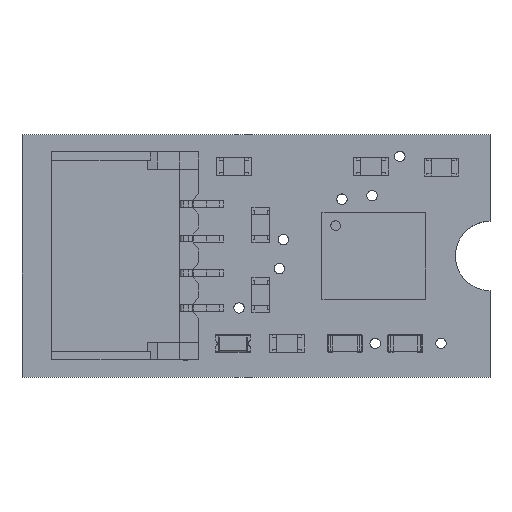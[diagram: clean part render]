
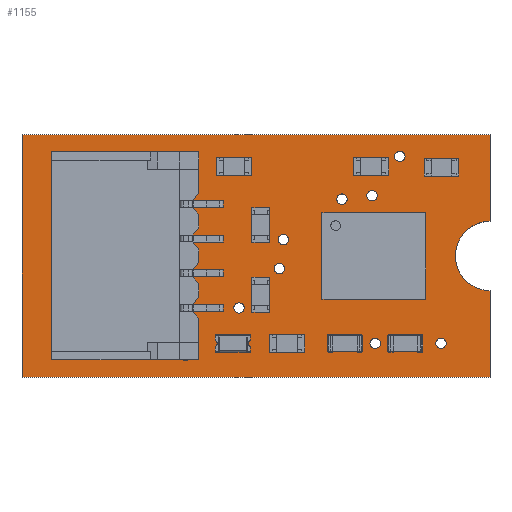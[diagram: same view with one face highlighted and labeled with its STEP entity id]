
A CAD part, top view. The second image highlights one B-rep face of the part: STEP entity #1155.
In plain terms, the highlighted planar face has unit normal (0, 0, 1).
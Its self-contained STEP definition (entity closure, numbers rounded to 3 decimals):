
#86 = VERTEX_POINT('',#87);
#87 = CARTESIAN_POINT('',(13.5,-0.25,0.803));
#93 = EDGE_CURVE('',#86,#94,#96,.T.);
#94 = VERTEX_POINT('',#95);
#95 = CARTESIAN_POINT('',(0.,-0.25,0.803));
#96 = LINE('',#97,#98);
#97 = CARTESIAN_POINT('',(13.5,-0.25,0.803));
#98 = VECTOR('',#99,1.);
#99 = DIRECTION('',(-1.,0.,0.));
#126 = VERTEX_POINT('',#127);
#127 = CARTESIAN_POINT('',(13.5,-2.75,0.803));
#133 = EDGE_CURVE('',#126,#86,#134,.T.);
#134 = LINE('',#135,#136);
#135 = CARTESIAN_POINT('',(13.5,-2.75,0.803));
#136 = VECTOR('',#137,1.);
#137 = DIRECTION('',(0.,1.,0.));
#155 = EDGE_CURVE('',#94,#156,#158,.T.);
#156 = VERTEX_POINT('',#157);
#157 = CARTESIAN_POINT('',(0.,-7.25,0.803));
#158 = LINE('',#159,#160);
#159 = CARTESIAN_POINT('',(0.,-0.25,0.803));
#160 = VECTOR('',#161,1.);
#161 = DIRECTION('',(0.,-1.,0.));
#188 = VERTEX_POINT('',#189);
#189 = CARTESIAN_POINT('',(13.298,-2.77,0.803));
#195 = EDGE_CURVE('',#188,#126,#196,.T.);
#196 = LINE('',#197,#198);
#197 = CARTESIAN_POINT('',(13.298,-2.77,0.803));
#198 = VECTOR('',#199,1.);
#199 = DIRECTION('',(0.995,0.1,0.));
#217 = EDGE_CURVE('',#156,#218,#220,.T.);
#218 = VERTEX_POINT('',#219);
#219 = CARTESIAN_POINT('',(13.5,-7.25,0.803));
#220 = LINE('',#221,#222);
#221 = CARTESIAN_POINT('',(0.,-7.25,0.803));
#222 = VECTOR('',#223,1.);
#223 = DIRECTION('',(1.,0.,0.));
#250 = VERTEX_POINT('',#251);
#251 = CARTESIAN_POINT('',(13.111,-2.829,0.803));
#257 = EDGE_CURVE('',#250,#188,#258,.T.);
#258 = LINE('',#259,#260);
#259 = CARTESIAN_POINT('',(13.111,-2.829,0.803));
#260 = VECTOR('',#261,1.);
#261 = DIRECTION('',(0.955,0.297,0.));
#279 = EDGE_CURVE('',#218,#280,#282,.T.);
#280 = VERTEX_POINT('',#281);
#281 = CARTESIAN_POINT('',(13.5,-4.75,0.803));
#282 = LINE('',#283,#284);
#283 = CARTESIAN_POINT('',(13.5,-7.25,0.803));
#284 = VECTOR('',#285,1.);
#285 = DIRECTION('',(0.,1.,0.));
#312 = VERTEX_POINT('',#313);
#313 = CARTESIAN_POINT('',(12.941,-2.921,0.803));
#319 = EDGE_CURVE('',#312,#250,#320,.T.);
#320 = LINE('',#321,#322);
#321 = CARTESIAN_POINT('',(12.941,-2.921,0.803));
#322 = VECTOR('',#323,1.);
#323 = DIRECTION('',(0.879,0.477,0.));
#341 = EDGE_CURVE('',#280,#342,#344,.T.);
#342 = VERTEX_POINT('',#343);
#343 = CARTESIAN_POINT('',(13.298,-4.73,0.803));
#344 = LINE('',#345,#346);
#345 = CARTESIAN_POINT('',(13.5,-4.75,0.803));
#346 = VECTOR('',#347,1.);
#347 = DIRECTION('',(-0.995,0.1,0.));
#374 = VERTEX_POINT('',#375);
#375 = CARTESIAN_POINT('',(12.793,-3.043,0.803));
#381 = EDGE_CURVE('',#374,#312,#382,.T.);
#382 = LINE('',#383,#384);
#383 = CARTESIAN_POINT('',(12.793,-3.043,0.803));
#384 = VECTOR('',#385,1.);
#385 = DIRECTION('',(0.771,0.636,0.));
#403 = EDGE_CURVE('',#342,#404,#406,.T.);
#404 = VERTEX_POINT('',#405);
#405 = CARTESIAN_POINT('',(13.111,-4.671,0.803));
#406 = LINE('',#407,#408);
#407 = CARTESIAN_POINT('',(13.298,-4.73,0.803));
#408 = VECTOR('',#409,1.);
#409 = DIRECTION('',(-0.955,0.297,0.));
#436 = VERTEX_POINT('',#437);
#437 = CARTESIAN_POINT('',(12.671,-3.191,0.803));
#443 = EDGE_CURVE('',#436,#374,#444,.T.);
#444 = LINE('',#445,#446);
#445 = CARTESIAN_POINT('',(12.671,-3.191,0.803));
#446 = VECTOR('',#447,1.);
#447 = DIRECTION('',(0.636,0.771,0.));
#465 = EDGE_CURVE('',#404,#466,#468,.T.);
#466 = VERTEX_POINT('',#467);
#467 = CARTESIAN_POINT('',(12.941,-4.579,0.803));
#468 = LINE('',#469,#470);
#469 = CARTESIAN_POINT('',(13.111,-4.671,0.803));
#470 = VECTOR('',#471,1.);
#471 = DIRECTION('',(-0.879,0.477,0.));
#498 = VERTEX_POINT('',#499);
#499 = CARTESIAN_POINT('',(12.579,-3.361,0.803));
#505 = EDGE_CURVE('',#498,#436,#506,.T.);
#506 = LINE('',#507,#508);
#507 = CARTESIAN_POINT('',(12.579,-3.361,0.803));
#508 = VECTOR('',#509,1.);
#509 = DIRECTION('',(0.477,0.879,0.));
#527 = EDGE_CURVE('',#466,#528,#530,.T.);
#528 = VERTEX_POINT('',#529);
#529 = CARTESIAN_POINT('',(12.793,-4.457,0.803));
#530 = LINE('',#531,#532);
#531 = CARTESIAN_POINT('',(12.941,-4.579,0.803));
#532 = VECTOR('',#533,1.);
#533 = DIRECTION('',(-0.771,0.636,0.));
#560 = VERTEX_POINT('',#561);
#561 = CARTESIAN_POINT('',(12.52,-3.548,0.803));
#567 = EDGE_CURVE('',#560,#498,#568,.T.);
#568 = LINE('',#569,#570);
#569 = CARTESIAN_POINT('',(12.52,-3.548,0.803));
#570 = VECTOR('',#571,1.);
#571 = DIRECTION('',(0.297,0.955,0.));
#589 = EDGE_CURVE('',#528,#590,#592,.T.);
#590 = VERTEX_POINT('',#591);
#591 = CARTESIAN_POINT('',(12.671,-4.309,0.803));
#592 = LINE('',#593,#594);
#593 = CARTESIAN_POINT('',(12.793,-4.457,0.803));
#594 = VECTOR('',#595,1.);
#595 = DIRECTION('',(-0.636,0.771,0.));
#622 = VERTEX_POINT('',#623);
#623 = CARTESIAN_POINT('',(12.5,-3.75,0.803));
#629 = EDGE_CURVE('',#622,#560,#630,.T.);
#630 = LINE('',#631,#632);
#631 = CARTESIAN_POINT('',(12.5,-3.75,0.803));
#632 = VECTOR('',#633,1.);
#633 = DIRECTION('',(0.1,0.995,0.));
#651 = EDGE_CURVE('',#590,#652,#654,.T.);
#652 = VERTEX_POINT('',#653);
#653 = CARTESIAN_POINT('',(12.579,-4.139,0.803));
#654 = LINE('',#655,#656);
#655 = CARTESIAN_POINT('',(12.671,-4.309,0.803));
#656 = VECTOR('',#657,1.);
#657 = DIRECTION('',(-0.477,0.879,0.));
#684 = VERTEX_POINT('',#685);
#685 = CARTESIAN_POINT('',(12.52,-3.952,0.803));
#691 = EDGE_CURVE('',#684,#622,#692,.T.);
#692 = LINE('',#693,#694);
#693 = CARTESIAN_POINT('',(12.52,-3.952,0.803));
#694 = VECTOR('',#695,1.);
#695 = DIRECTION('',(-0.1,0.995,0.));
#713 = EDGE_CURVE('',#652,#684,#714,.T.);
#714 = LINE('',#715,#716);
#715 = CARTESIAN_POINT('',(12.579,-4.139,0.803));
#716 = VECTOR('',#717,1.);
#717 = DIRECTION('',(-0.297,0.955,0.));
#737 = VERTEX_POINT('',#738);
#738 = CARTESIAN_POINT('',(4.872,-6.62,0.803));
#744 = EDGE_CURVE('',#737,#737,#745,.T.);
#745 = CIRCLE('',#746,0.15);
#746 = AXIS2_PLACEMENT_3D('',#747,#748,#749);
#747 = CARTESIAN_POINT('',(4.722,-6.62,0.803));
#748 = DIRECTION('',(0.,0.,1.));
#749 = DIRECTION('',(1.,0.,-0.));
#770 = VERTEX_POINT('',#771);
#771 = CARTESIAN_POINT('',(6.411,-5.249,0.803));
#777 = EDGE_CURVE('',#770,#770,#778,.T.);
#778 = CIRCLE('',#779,0.15);
#779 = AXIS2_PLACEMENT_3D('',#780,#781,#782);
#780 = CARTESIAN_POINT('',(6.261,-5.249,0.803));
#781 = DIRECTION('',(0.,0.,1.));
#782 = DIRECTION('',(1.,0.,-0.));
#803 = VERTEX_POINT('',#804);
#804 = CARTESIAN_POINT('',(7.576,-4.115,0.803));
#810 = EDGE_CURVE('',#803,#803,#811,.T.);
#811 = CIRCLE('',#812,0.15);
#812 = AXIS2_PLACEMENT_3D('',#813,#814,#815);
#813 = CARTESIAN_POINT('',(7.426,-4.115,0.803));
#814 = DIRECTION('',(0.,0.,1.));
#815 = DIRECTION('',(1.,0.,-0.));
#836 = VERTEX_POINT('',#837);
#837 = CARTESIAN_POINT('',(10.337,-6.274,0.803));
#843 = EDGE_CURVE('',#836,#836,#844,.T.);
#844 = CIRCLE('',#845,0.15);
#845 = AXIS2_PLACEMENT_3D('',#846,#847,#848);
#846 = CARTESIAN_POINT('',(10.187,-6.274,0.803));
#847 = DIRECTION('',(0.,0.,1.));
#848 = DIRECTION('',(1.,0.,-0.));
#869 = VERTEX_POINT('',#870);
#870 = CARTESIAN_POINT('',(12.237,-6.269,0.803));
#876 = EDGE_CURVE('',#869,#869,#877,.T.);
#877 = CIRCLE('',#878,0.15);
#878 = AXIS2_PLACEMENT_3D('',#879,#880,#881);
#879 = CARTESIAN_POINT('',(12.087,-6.269,0.803));
#880 = DIRECTION('',(0.,0.,1.));
#881 = DIRECTION('',(1.,0.,-0.));
#902 = VERTEX_POINT('',#903);
#903 = CARTESIAN_POINT('',(4.404,-3.242,0.803));
#909 = EDGE_CURVE('',#902,#902,#910,.T.);
#910 = CIRCLE('',#911,0.15);
#911 = AXIS2_PLACEMENT_3D('',#912,#913,#914);
#912 = CARTESIAN_POINT('',(4.254,-3.242,0.803));
#913 = DIRECTION('',(0.,0.,1.));
#914 = DIRECTION('',(1.,0.,-0.));
#935 = VERTEX_POINT('',#936);
#936 = CARTESIAN_POINT('',(7.693,-3.276,0.803));
#942 = EDGE_CURVE('',#935,#935,#943,.T.);
#943 = CIRCLE('',#944,0.15);
#944 = AXIS2_PLACEMENT_3D('',#945,#946,#947);
#945 = CARTESIAN_POINT('',(7.543,-3.276,0.803));
#946 = DIRECTION('',(0.,0.,1.));
#947 = DIRECTION('',(1.,0.,-0.));
#968 = VERTEX_POINT('',#969);
#969 = CARTESIAN_POINT('',(4.364,-2.218,0.803));
#975 = EDGE_CURVE('',#968,#968,#976,.T.);
#976 = CIRCLE('',#977,0.15);
#977 = AXIS2_PLACEMENT_3D('',#978,#979,#980);
#978 = CARTESIAN_POINT('',(4.214,-2.218,0.803));
#979 = DIRECTION('',(0.,0.,1.));
#980 = DIRECTION('',(1.,0.,-0.));
#1001 = VERTEX_POINT('',#1002);
#1002 = CARTESIAN_POINT('',(9.378,-2.111,0.803));
#1008 = EDGE_CURVE('',#1001,#1001,#1009,.T.);
#1009 = CIRCLE('',#1010,0.15);
#1010 = AXIS2_PLACEMENT_3D('',#1011,#1012,#1013);
#1011 = CARTESIAN_POINT('',(9.228,-2.111,0.803));
#1012 = DIRECTION('',(0.,0.,1.));
#1013 = DIRECTION('',(1.,0.,-0.));
#1034 = VERTEX_POINT('',#1035);
#1035 = CARTESIAN_POINT('',(10.248,-2.011,0.803));
#1041 = EDGE_CURVE('',#1034,#1034,#1042,.T.);
#1042 = CIRCLE('',#1043,0.15);
#1043 = AXIS2_PLACEMENT_3D('',#1044,#1045,#1046);
#1044 = CARTESIAN_POINT('',(10.098,-2.011,0.803));
#1045 = DIRECTION('',(0.,0.,1.));
#1046 = DIRECTION('',(1.,0.,-0.));
#1067 = VERTEX_POINT('',#1068);
#1068 = CARTESIAN_POINT('',(11.049,-0.88,0.803));
#1074 = EDGE_CURVE('',#1067,#1067,#1075,.T.);
#1075 = CIRCLE('',#1076,0.15);
#1076 = AXIS2_PLACEMENT_3D('',#1077,#1078,#1079);
#1077 = CARTESIAN_POINT('',(10.899,-0.88,0.803));
#1078 = DIRECTION('',(0.,0.,1.));
#1079 = DIRECTION('',(1.,0.,-0.));
#1155 = ADVANCED_FACE('',(#1156,#1179,#1182,#1185,#1188,#1191,#1194,
    #1197,#1200,#1203,#1206,#1209),#1212,.T.);
#1156 = FACE_BOUND('',#1157,.T.);
#1157 = EDGE_LOOP('',(#1158,#1159,#1160,#1161,#1162,#1163,#1164,#1165,
    #1166,#1167,#1168,#1169,#1170,#1171,#1172,#1173,#1174,#1175,#1176,
    #1177,#1178));
#1158 = ORIENTED_EDGE('',*,*,#93,.T.);
#1159 = ORIENTED_EDGE('',*,*,#155,.T.);
#1160 = ORIENTED_EDGE('',*,*,#217,.T.);
#1161 = ORIENTED_EDGE('',*,*,#279,.T.);
#1162 = ORIENTED_EDGE('',*,*,#341,.T.);
#1163 = ORIENTED_EDGE('',*,*,#403,.T.);
#1164 = ORIENTED_EDGE('',*,*,#465,.T.);
#1165 = ORIENTED_EDGE('',*,*,#527,.T.);
#1166 = ORIENTED_EDGE('',*,*,#589,.T.);
#1167 = ORIENTED_EDGE('',*,*,#651,.T.);
#1168 = ORIENTED_EDGE('',*,*,#713,.T.);
#1169 = ORIENTED_EDGE('',*,*,#691,.T.);
#1170 = ORIENTED_EDGE('',*,*,#629,.T.);
#1171 = ORIENTED_EDGE('',*,*,#567,.T.);
#1172 = ORIENTED_EDGE('',*,*,#505,.T.);
#1173 = ORIENTED_EDGE('',*,*,#443,.T.);
#1174 = ORIENTED_EDGE('',*,*,#381,.T.);
#1175 = ORIENTED_EDGE('',*,*,#319,.T.);
#1176 = ORIENTED_EDGE('',*,*,#257,.T.);
#1177 = ORIENTED_EDGE('',*,*,#195,.T.);
#1178 = ORIENTED_EDGE('',*,*,#133,.T.);
#1179 = FACE_BOUND('',#1180,.T.);
#1180 = EDGE_LOOP('',(#1181));
#1181 = ORIENTED_EDGE('',*,*,#744,.F.);
#1182 = FACE_BOUND('',#1183,.T.);
#1183 = EDGE_LOOP('',(#1184));
#1184 = ORIENTED_EDGE('',*,*,#777,.F.);
#1185 = FACE_BOUND('',#1186,.T.);
#1186 = EDGE_LOOP('',(#1187));
#1187 = ORIENTED_EDGE('',*,*,#810,.F.);
#1188 = FACE_BOUND('',#1189,.T.);
#1189 = EDGE_LOOP('',(#1190));
#1190 = ORIENTED_EDGE('',*,*,#843,.F.);
#1191 = FACE_BOUND('',#1192,.T.);
#1192 = EDGE_LOOP('',(#1193));
#1193 = ORIENTED_EDGE('',*,*,#876,.F.);
#1194 = FACE_BOUND('',#1195,.T.);
#1195 = EDGE_LOOP('',(#1196));
#1196 = ORIENTED_EDGE('',*,*,#909,.F.);
#1197 = FACE_BOUND('',#1198,.T.);
#1198 = EDGE_LOOP('',(#1199));
#1199 = ORIENTED_EDGE('',*,*,#942,.F.);
#1200 = FACE_BOUND('',#1201,.T.);
#1201 = EDGE_LOOP('',(#1202));
#1202 = ORIENTED_EDGE('',*,*,#975,.F.);
#1203 = FACE_BOUND('',#1204,.T.);
#1204 = EDGE_LOOP('',(#1205));
#1205 = ORIENTED_EDGE('',*,*,#1008,.F.);
#1206 = FACE_BOUND('',#1207,.T.);
#1207 = EDGE_LOOP('',(#1208));
#1208 = ORIENTED_EDGE('',*,*,#1041,.F.);
#1209 = FACE_BOUND('',#1210,.T.);
#1210 = EDGE_LOOP('',(#1211));
#1211 = ORIENTED_EDGE('',*,*,#1074,.F.);
#1212 = PLANE('',#1213);
#1213 = AXIS2_PLACEMENT_3D('',#1214,#1215,#1216);
#1214 = CARTESIAN_POINT('',(6.885,-3.75,0.803));
#1215 = DIRECTION('',(0.,0.,1.));
#1216 = DIRECTION('',(1.,0.,-0.));
